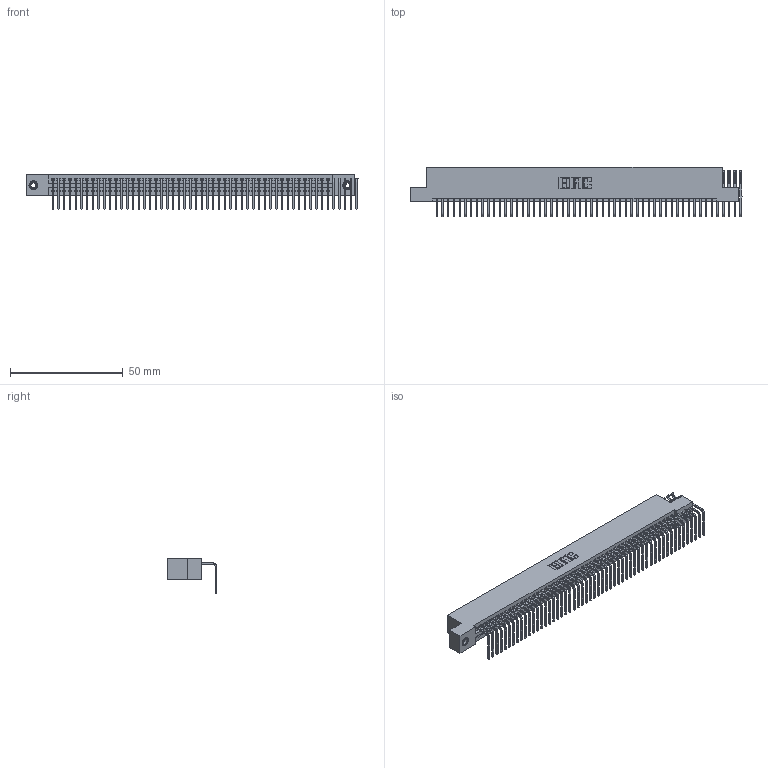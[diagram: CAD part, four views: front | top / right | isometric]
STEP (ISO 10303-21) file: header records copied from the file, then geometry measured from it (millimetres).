
FILE_DESCRIPTION (( 'STEP AP203' ), '1' );
FILE_NAME ('345-054-558-108.STEP', '2019-10-10T19:11:29', ( '' ), ( '' ), 'SwSTEP 2.0', 'SolidWorks 2016', '' );
FILE_SCHEMA (( 'CONFIG_CONTROL_DESIGN' ));
Length unit declared in the file: inch
Products named in the file (4): 345-292-001_558 Tail - 2; 345-250-001_345-250-003-102; 345-054-558-108; 345 Part_Flush Mounting Lugs - 0.156 Dia-TI
Assembly tree (57 placements, depth 2):
  345-054-558-108
    345 Part_Flush Mounting Lugs - 0.156 Dia-TI
    345-292-001_558 Tail - 2  x54
    345-250-001_345-250-003-102  x2
Bounding box: 147.13 x 21.83 x 15.37 mm (x, y, z)
Volume: 14123.8 mm3; surface area: 20244.8 mm2
Topology: 57 solids, 57 shells, 3346 faces, 10035 edges, 6610 vertices
Faces by surface type: plane 2310, cylinder 1020, cone 12, torus 4
Entity records: 37366 total; most frequent: CARTESIAN_POINT 6431, ORIENTED_EDGE 6402, DIRECTION 5639, EDGE_CURVE 3201, LINE 2853, VECTOR 2853, VERTEX_POINT 2128, AXIS2_PLACEMENT_3D 1393
